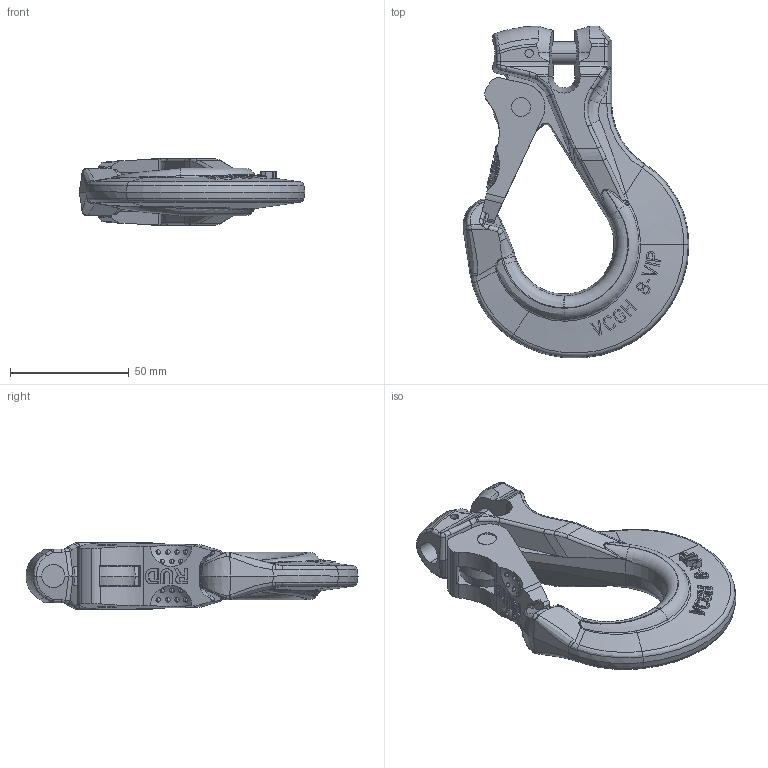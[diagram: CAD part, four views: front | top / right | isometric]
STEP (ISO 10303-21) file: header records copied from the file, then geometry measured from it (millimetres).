
FILE_DESCRIPTION((''),'2;1');
FILE_NAME('001-M31665-P99_ASM','2013-04-12T',('Roland.Jakubetz'),(''),'PRO/ENGINEER BY PARAMETRIC TECHNOLOGY CORPORATION, 2010140','PRO/ENGINEER BY PARAMETRIC TECHNOLOGY CORPORATION, 2010140','');
FILE_SCHEMA(('CONFIG_CONTROL_DESIGN'));
Length unit declared in the file: millimetre
Products named in the file (3): 001-M31665-P99; 001-M31177-001; 001-M31665-P99_ASM
Assembly tree (2 placements, depth 2):
  001-M31665-P99_ASM
    001-M31665-P99
    001-M31177-001
Bounding box: 95 x 139.58 x 28 mm (x, y, z)
Volume: 102388.8 mm3; surface area: 28465.5 mm2
Topology: 2 solids, 2 shells, 700 faces, 1850 edges, 1154 vertices
Faces by surface type: plane 338, bspline 158, cylinder 101, cone 50, sphere 34, torus 19
Entity records: 31614 total; most frequent: CARTESIAN_POINT 16318, ORIENTED_EDGE 3644, DIRECTION 2482, EDGE_CURVE 1822, VERTEX_POINT 1154, AXIS2_PLACEMENT_3D 908, B_SPLINE_CURVE_WITH_KNOTS 795, EDGE_LOOP 736
